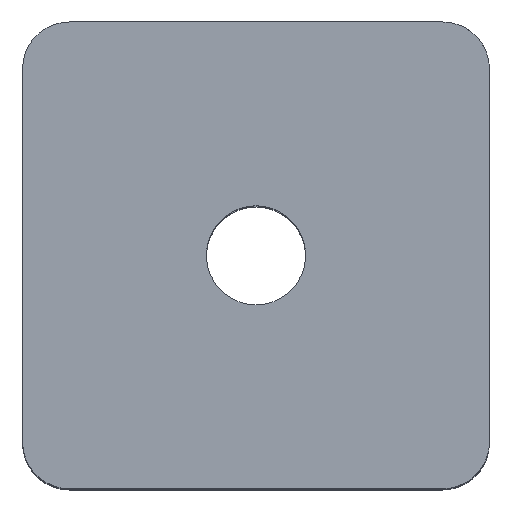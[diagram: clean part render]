
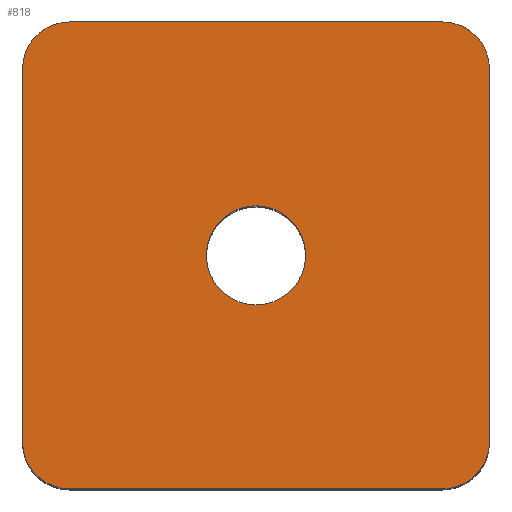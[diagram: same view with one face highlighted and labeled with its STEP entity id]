
A CAD part, top view. The second image highlights one B-rep face of the part: STEP entity #818.
In plain terms, the highlighted face is planar.
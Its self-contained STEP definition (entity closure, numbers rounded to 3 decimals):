
#818=ADVANCED_FACE('',(#930,#931),#932,.T.);
#930=FACE_BOUND('',#1053,.T.);
#931=FACE_OUTER_BOUND('',#1054,.T.);
#932=PLANE('',#1055);
#1053=EDGE_LOOP('',(#1390));
#1054=EDGE_LOOP('',(#1391,#1392,#1393,#1394,#1395,#1396,#1397,#1398,#1399,#1400));
#1055=AXIS2_PLACEMENT_3D('',#1401,#1402,#1403);
#1390=ORIENTED_EDGE('',*,*,#1512,.F.);
#1391=ORIENTED_EDGE('',*,*,#1523,.T.);
#1392=ORIENTED_EDGE('',*,*,#1522,.T.);
#1393=ORIENTED_EDGE('',*,*,#1562,.F.);
#1394=ORIENTED_EDGE('',*,*,#1514,.T.);
#1395=ORIENTED_EDGE('',*,*,#1563,.F.);
#1396=ORIENTED_EDGE('',*,*,#1517,.T.);
#1397=ORIENTED_EDGE('',*,*,#1564,.F.);
#1398=ORIENTED_EDGE('',*,*,#1527,.T.);
#1399=ORIENTED_EDGE('',*,*,#1526,.T.);
#1400=ORIENTED_EDGE('',*,*,#1565,.F.);
#1401=CARTESIAN_POINT('',(0.0,0.0,0.0));
#1402=DIRECTION('',(0.0,0.0,-1.0));
#1403=DIRECTION('',(-1.0,0.0,0.0));
#1512=EDGE_CURVE('',#1673,#1673,#1674,.T.);
#1514=EDGE_CURVE('',#1677,#1678,#1679,.T.);
#1517=EDGE_CURVE('',#1682,#1683,#1684,.T.);
#1522=EDGE_CURVE('',#1691,#1689,#1692,.T.);
#1523=EDGE_CURVE('',#1687,#1691,#1693,.T.);
#1526=EDGE_CURVE('',#1698,#1696,#1699,.T.);
#1527=EDGE_CURVE('',#1694,#1698,#1700,.T.);
#1562=EDGE_CURVE('',#1677,#1689,#1753,.T.);
#1563=EDGE_CURVE('',#1682,#1678,#1754,.T.);
#1564=EDGE_CURVE('',#1694,#1683,#1755,.T.);
#1565=EDGE_CURVE('',#1687,#1696,#1756,.T.);
#1673=VERTEX_POINT('',#1982);
#1674=CIRCLE('',#1983,4.25);
#1677=VERTEX_POINT('',#1986);
#1678=VERTEX_POINT('',#1987);
#1679=CIRCLE('',#1988,4.0);
#1682=VERTEX_POINT('',#1993);
#1683=VERTEX_POINT('',#1994);
#1684=CIRCLE('',#1995,4.0);
#1687=VERTEX_POINT('',#2000);
#1689=VERTEX_POINT('',#2003);
#1691=VERTEX_POINT('',#2006);
#1692=CIRCLE('',#2007,4.0);
#1693=CIRCLE('',#2008,4.0);
#1694=VERTEX_POINT('',#2009);
#1696=VERTEX_POINT('',#2012);
#1698=VERTEX_POINT('',#2015);
#1699=CIRCLE('',#2016,4.0);
#1700=CIRCLE('',#2017,4.0);
#1753=LINE('',#2094,#2095);
#1754=LINE('',#2096,#2097);
#1755=LINE('',#2098,#2099);
#1756=LINE('',#2100,#2101);
#1982=CARTESIAN_POINT('',(4.25,0.0,0.0));
#1983=AXIS2_PLACEMENT_3D('',#2181,#2182,#2183);
#1986=CARTESIAN_POINT('',(16.0,20.0,0.0));
#1987=CARTESIAN_POINT('',(20.0,16.0,0.0));
#1988=AXIS2_PLACEMENT_3D('',#2187,#2188,#2189);
#1993=CARTESIAN_POINT('',(20.0,-16.0,0.0));
#1994=CARTESIAN_POINT('',(16.0,-20.0,0.0));
#1995=AXIS2_PLACEMENT_3D('',#2192,#2193,#2194);
#2000=CARTESIAN_POINT('',(-20.0,16.0,0.0));
#2003=CARTESIAN_POINT('',(-16.0,20.0,0.0));
#2006=CARTESIAN_POINT('',(-19.9,16.889,0.0));
#2007=AXIS2_PLACEMENT_3D('',#2199,#2200,#2201);
#2008=AXIS2_PLACEMENT_3D('',#2202,#2203,#2204);
#2009=CARTESIAN_POINT('',(-16.0,-20.0,0.0));
#2012=CARTESIAN_POINT('',(-20.0,-16.0,0.0));
#2015=CARTESIAN_POINT('',(-19.873,-17.0,0.0));
#2016=AXIS2_PLACEMENT_3D('',#2207,#2208,#2209);
#2017=AXIS2_PLACEMENT_3D('',#2210,#2211,#2212);
#2094=CARTESIAN_POINT('',(0.0,20.0,0.0));
#2095=VECTOR('',#2267,1.0);
#2096=CARTESIAN_POINT('',(20.0,0.0,0.0));
#2097=VECTOR('',#2268,1.0);
#2098=CARTESIAN_POINT('',(0.0,-20.0,0.0));
#2099=VECTOR('',#2269,1.0);
#2100=CARTESIAN_POINT('',(-20.0,0.0,0.0));
#2101=VECTOR('',#2270,1.0);
#2181=CARTESIAN_POINT('',(0.0,0.0,0.0));
#2182=DIRECTION('',(0.0,0.0,-1.0));
#2183=DIRECTION('',(1.0,0.0,0.0));
#2187=CARTESIAN_POINT('',(16.0,16.0,0.0));
#2188=DIRECTION('',(0.0,0.0,-1.0));
#2189=DIRECTION('',(-1.0,0.0,0.0));
#2192=CARTESIAN_POINT('',(16.0,-16.0,0.0));
#2193=DIRECTION('',(0.0,0.0,-1.0));
#2194=DIRECTION('',(-1.0,0.0,0.0));
#2199=CARTESIAN_POINT('',(-16.0,16.0,0.0));
#2200=DIRECTION('',(0.0,0.0,-1.0));
#2201=DIRECTION('',(-1.0,0.0,0.0));
#2202=CARTESIAN_POINT('',(-16.0,16.0,0.0));
#2203=DIRECTION('',(0.0,0.0,-1.0));
#2204=DIRECTION('',(-1.0,0.0,0.0));
#2207=CARTESIAN_POINT('',(-16.0,-16.0,0.0));
#2208=DIRECTION('',(0.0,0.0,-1.0));
#2209=DIRECTION('',(-1.0,0.0,0.0));
#2210=CARTESIAN_POINT('',(-16.0,-16.0,0.0));
#2211=DIRECTION('',(0.0,0.0,-1.0));
#2212=DIRECTION('',(-1.0,0.0,0.0));
#2267=DIRECTION('',(-1.0,0.0,0.0));
#2268=DIRECTION('',(0.0,1.0,0.0));
#2269=DIRECTION('',(1.0,0.0,0.0));
#2270=DIRECTION('',(0.0,-1.0,0.0));
